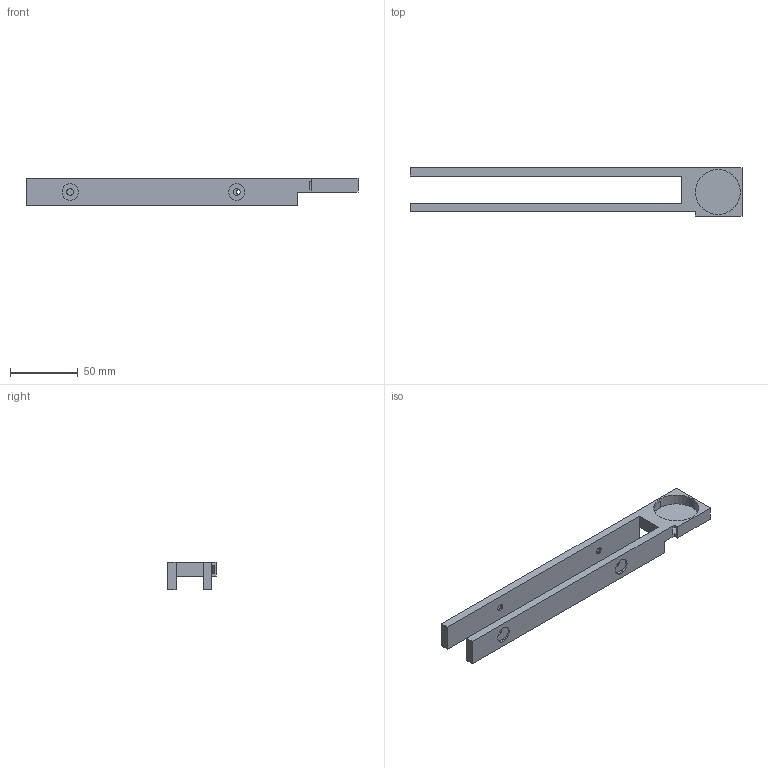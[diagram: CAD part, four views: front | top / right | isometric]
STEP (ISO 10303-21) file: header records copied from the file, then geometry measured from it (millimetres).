
FILE_DESCRIPTION (( 'STEP AP214' ), '1' );
FILE_NAME ('HotendCooler.STEP', '2015-11-12T03:35:01', ( 'Server2003' ), ( 'Home' ), 'SwSTEP 2.0', 'SolidWorks 2012', '' );
FILE_SCHEMA (( 'AUTOMOTIVE_DESIGN' ));
Length unit declared in the file: millimetre
Products named in the file (1): HotendCooler
Bounding box: 244.25 x 35.5 x 20 mm (x, y, z)
Volume: 31368.5 mm3; surface area: 42282.4 mm2
Topology: 1 solids, 1 shells, 49 faces, 142 edges, 94 vertices
Faces by surface type: plane 31, cylinder 18
Entity records: 1688 total; most frequent: CARTESIAN_POINT 286, ORIENTED_EDGE 284, DIRECTION 280, EDGE_CURVE 142, VECTOR 104, LINE 104, VERTEX_POINT 94, AXIS2_PLACEMENT_3D 88
